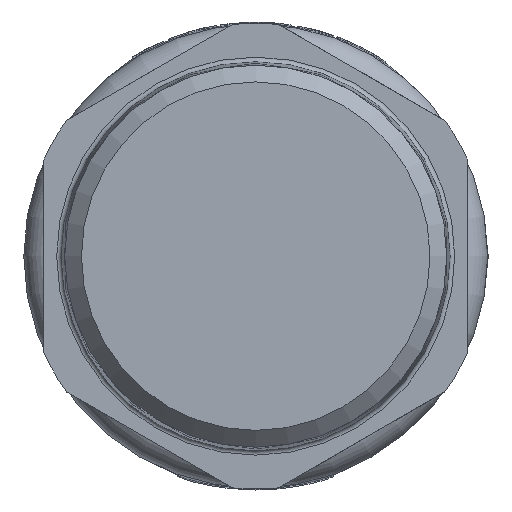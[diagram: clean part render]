
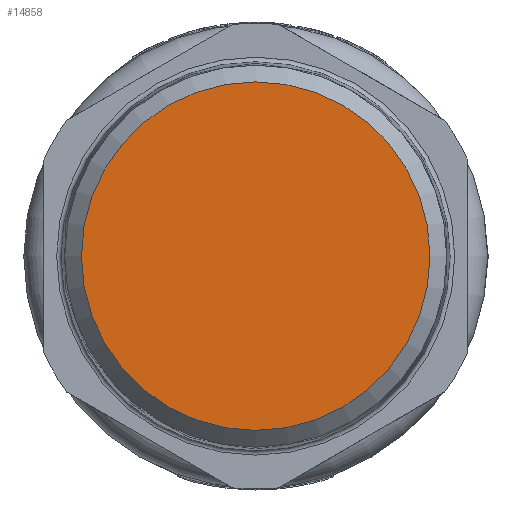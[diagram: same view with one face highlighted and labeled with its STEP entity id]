
A CAD part, left-side view. The second image highlights one B-rep face of the part: STEP entity #14858.
In plain terms, the highlighted planar face has unit normal (-1, 0, 0).
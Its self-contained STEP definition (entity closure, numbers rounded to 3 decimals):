
#3310=FACE_OUTER_BOUND('',#4106,.T.);
#4106=EDGE_LOOP('',(#12891,#12892));
#4849=CIRCLE('',#16274,18.898);
#4850=CIRCLE('',#16275,18.898);
#6342=VERTEX_POINT('',#31483);
#6343=VERTEX_POINT('',#31484);
#8538=EDGE_CURVE('',#6342,#6343,#4849,.T.);
#8539=EDGE_CURVE('',#6343,#6342,#4850,.T.);
#12891=ORIENTED_EDGE('',*,*,#8538,.T.);
#12892=ORIENTED_EDGE('',*,*,#8539,.T.);
#13341=PLANE('',#16273);
#14858=ADVANCED_FACE('',(#3310),#13341,.T.);
#16273=AXIS2_PLACEMENT_3D('',#31482,#19631,#19632);
#16274=AXIS2_PLACEMENT_3D('',#31485,#19633,#19634);
#16275=AXIS2_PLACEMENT_3D('',#31486,#19635,#19636);
#19631=DIRECTION('center_axis',(-1.,0.,0.));
#19632=DIRECTION('ref_axis',(0.,0.,
1.));
#19633=DIRECTION('center_axis',(-1.,0.,0.));
#19634=DIRECTION('ref_axis',(0.,0.,
-1.));
#19635=DIRECTION('center_axis',(-1.,0.,0.));
#19636=DIRECTION('ref_axis',(0.,0.,
-1.));
#31482=CARTESIAN_POINT('Origin',(-37.694,0.,
-20.659));
#31483=CARTESIAN_POINT('',(-37.694,0.,-18.898));
#31484=CARTESIAN_POINT('',(-37.694,0.,18.898));
#31485=CARTESIAN_POINT('Origin',(-37.694,0.,
0.));
#31486=CARTESIAN_POINT('Origin',(-37.694,0.,
0.));
